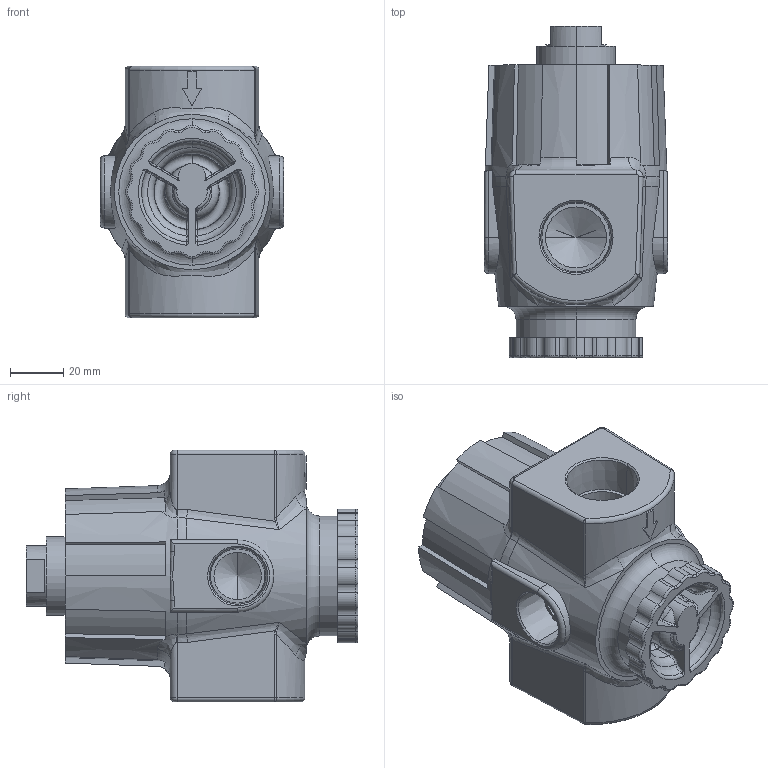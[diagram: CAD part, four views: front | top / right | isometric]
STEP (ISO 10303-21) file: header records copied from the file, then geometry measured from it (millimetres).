
FILE_DESCRIPTION (( 'STEP AP214' ), '1' );
FILE_NAME ('Norgren-R24-601-RNXA.step', '2019-03-04T20:40:22', ( '' ), ( '' ), 'SwSTEP 2.0', 'SolidWorks 2019', '' );
FILE_SCHEMA (( 'AUTOMOTIVE_DESIGN' ));
Length unit declared in the file: millimetre
Products named in the file (5): Norgren-R24-601-RNXA; Norgren-R24-601-RNXA_R24US_Cap; Norgren-R24-601-RNXA_R24US_Plug; Norgren-R24-601-RNXA_R24US_Washer-Split; Norgren-R24-601-RNXA_R24US_Body-Regulator2_3-4 PTF_PILOT
Assembly tree (4 placements, depth 2):
  Norgren-R24-601-RNXA
    Norgren-R24-601-RNXA_R24US_Body-Regulator2_3-4 PTF_PILOT
    Norgren-R24-601-RNXA_R24US_Washer-Split
    Norgren-R24-601-RNXA_R24US_Cap
    Norgren-R24-601-RNXA_R24US_Plug
Bounding box: 69.09 x 125.19 x 95 mm (x, y, z)
Volume: 373870.3 mm3; surface area: 65321.2 mm2
Topology: 4 solids, 4 shells, 428 faces, 1037 edges, 627 vertices
Faces by surface type: cylinder 110, bspline 98, plane 87, torus 82, cone 47, sphere 4
Entity records: 16869 total; most frequent: CARTESIAN_POINT 6745, ORIENTED_EDGE 2046, DIRECTION 1957, EDGE_CURVE 1023, AXIS2_PLACEMENT_3D 847, VERTEX_POINT 627, CIRCLE 510, EDGE_LOOP 456
